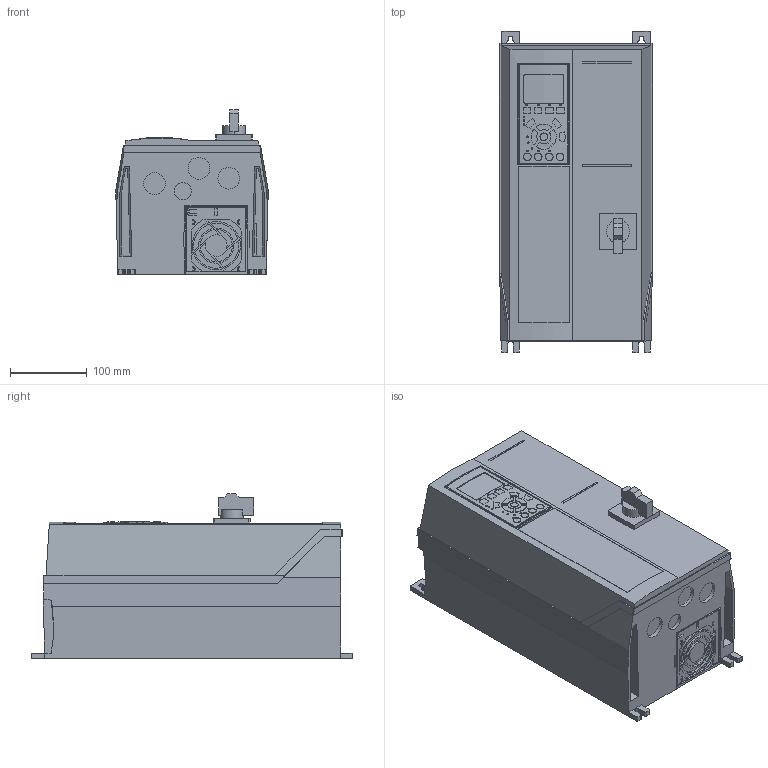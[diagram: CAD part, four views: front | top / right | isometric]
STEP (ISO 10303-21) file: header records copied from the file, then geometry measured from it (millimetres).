
FILE_DESCRIPTION((''),'2;1');
FILE_NAME('MCAD-FC-A4-IP55-66-W_SWITCH','2020-10-13T',('U382211'),('Danfoss Power Electronics'),'CREO PARAMETRIC BY PTC INC, 2018070','CREO PARAMETRIC BY PTC INC, 2018070','');
FILE_SCHEMA(('CONFIG_CONTROL_DESIGN','GEOMETRIC_VALIDATION_PROPERTIES_MIM'));
Length unit declared in the file: millimetre
Products named in the file (1): MCAD-FC-A4-IP55-66-W_SWITCH
Bounding box: 200 x 419.95 x 215.18 mm (x, y, z)
Volume: 11006501.7 mm3; surface area: 593517.1 mm2
Topology: 1 solids, 1 shells, 870 faces, 2525 edges, 1721 vertices
Faces by surface type: plane 540, cylinder 251, extrusion 78, bspline 1
Entity records: 36977 total; most frequent: CARTESIAN_POINT 12591, ORIENTED_EDGE 5050, DIRECTION 4360, EDGE_CURVE 2525, VECTOR 1784, VERTEX_POINT 1721, LINE 1706, COLOUR_RGB 1325
